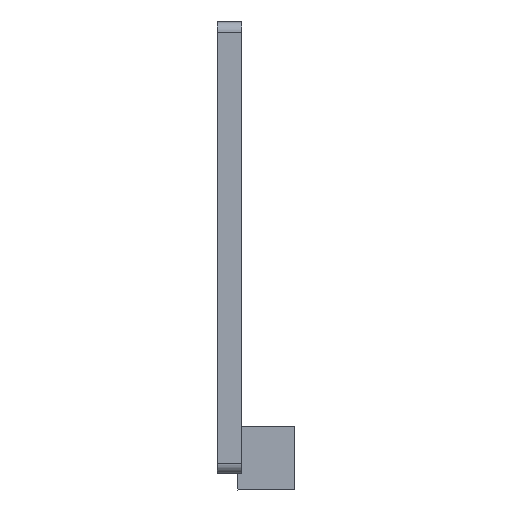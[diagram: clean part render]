
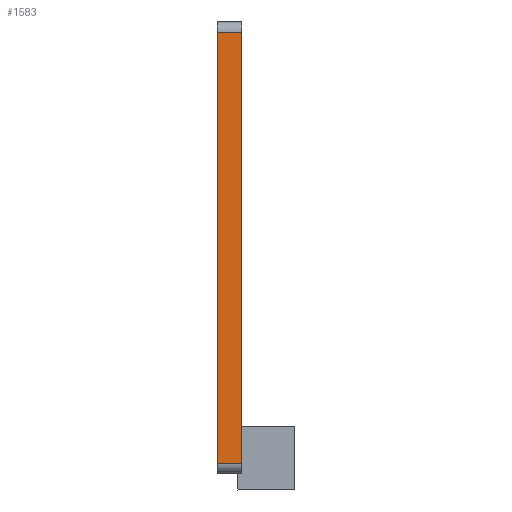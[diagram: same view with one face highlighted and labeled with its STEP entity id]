
A CAD part, left-side view. The second image highlights one B-rep face of the part: STEP entity #1583.
In plain terms, the highlighted planar face has unit normal (-1, 0, 0).
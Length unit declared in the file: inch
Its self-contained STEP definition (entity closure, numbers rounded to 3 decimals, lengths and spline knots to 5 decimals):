
#47=DIRECTION('',(0.,0.,1.));
#48=VECTOR('',#47,4.135);
#49=CARTESIAN_POINT('',(-2.756,0.29583,0.256));
#50=LINE('',#49,#48);
#253=DIRECTION('',(0.,0.,1.));
#254=VECTOR('',#253,4.135);
#255=CARTESIAN_POINT('',(-2.756,0.53183,0.256));
#256=LINE('',#255,#254);
#298=DIRECTION('',(0.,-1.,0.));
#299=VECTOR('',#298,0.236);
#300=CARTESIAN_POINT('',(-2.756,0.53183,0.256));
#301=LINE('',#300,#299);
#302=DIRECTION('',(0.,-1.,0.));
#303=VECTOR('',#302,0.236);
#304=CARTESIAN_POINT('',(-2.756,0.53183,4.391));
#305=LINE('',#304,#303);
#926=CARTESIAN_POINT('',(-2.756,0.29583,0.256));
#928=VERTEX_POINT('',#926);
#932=CARTESIAN_POINT('',(-2.756,0.53183,0.256));
#933=VERTEX_POINT('',#932);
#935=CARTESIAN_POINT('',(-2.756,0.29583,4.391));
#937=VERTEX_POINT('',#935);
#938=CARTESIAN_POINT('',(-2.756,0.53183,4.391));
#939=VERTEX_POINT('',#938);
#1572=CARTESIAN_POINT('',(-2.756,0.29583,0.158));
#1573=DIRECTION('',(-1.,0.,0.));
#1574=DIRECTION('',(0.,0.,1.));
#1575=AXIS2_PLACEMENT_3D('',#1572,#1573,#1574);
#1576=PLANE('',#1575);
#1577=ORIENTED_EDGE('',*,*,#1462,.F.);
#1578=ORIENTED_EDGE('',*,*,#1482,.T.);
#1579=ORIENTED_EDGE('',*,*,#1565,.T.);
#1580=ORIENTED_EDGE('',*,*,#1255,.F.);
#1581=EDGE_LOOP('',(#1577,#1578,#1579,#1580));
#1582=FACE_OUTER_BOUND('',#1581,.F.);
#1583=ADVANCED_FACE('',(#1582),#1576,.T.);
#1255=EDGE_CURVE('',#928,#937,#50,.T.);
#1462=EDGE_CURVE('',#933,#928,#301,.T.);
#1482=EDGE_CURVE('',#933,#939,#256,.T.);
#1565=EDGE_CURVE('',#939,#937,#305,.T.);
